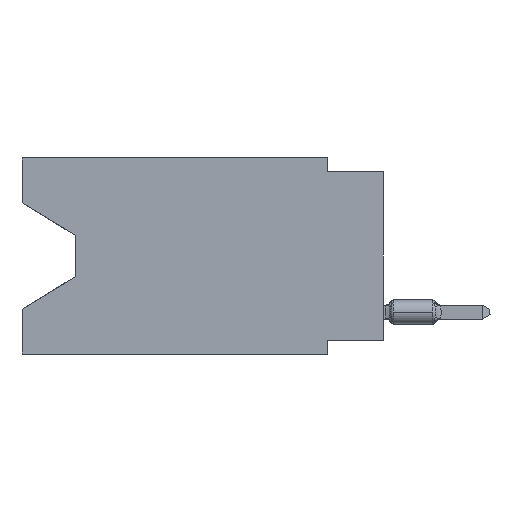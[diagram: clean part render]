
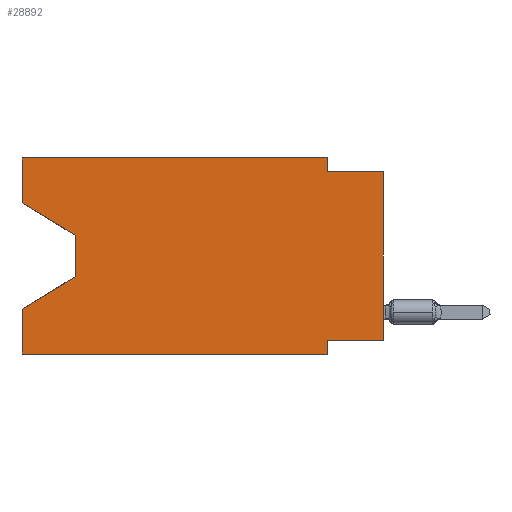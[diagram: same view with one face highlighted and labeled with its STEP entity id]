
A CAD part, left-side view. The second image highlights one B-rep face of the part: STEP entity #28892.
In plain terms, the highlighted planar face has unit normal (-1, 0, 0).
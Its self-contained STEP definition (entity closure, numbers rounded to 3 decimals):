
#99 = VECTOR ( 'NONE', #26453, 1000. ) ;
#166 = EDGE_CURVE ( 'NONE', #18583, #2927, #24265, .T. ) ;
#487 = VERTEX_POINT ( 'NONE', #5558 ) ;
#840 = VECTOR ( 'NONE', #30010, 1000. ) ;
#860 = AXIS2_PLACEMENT_3D ( 'NONE', #17868, #15445, #19125 ) ;
#1118 = ORIENTED_EDGE ( 'NONE', *, *, #23830, .F. ) ;
#1868 = ORIENTED_EDGE ( 'NONE', *, *, #16280, .T. ) ;
#2366 = CARTESIAN_POINT ( 'NONE',  ( 0., 13.97, -3.505 ) ) ;
#2927 = VERTEX_POINT ( 'NONE', #8253 ) ;
#2975 = VERTEX_POINT ( 'NONE', #6555 ) ;
#3291 = VECTOR ( 'NONE', #6049, 1000. ) ;
#3629 = EDGE_CURVE ( 'NONE', #18583, #9013, #10618, .T. ) ;
#4373 = CARTESIAN_POINT ( 'NONE',  ( 0., 2.54, -0.635 ) ) ;
#4495 = DIRECTION ( 'NONE',  ( 0., -1., 0. ) ) ;
#4642 = DIRECTION ( 'NONE',  ( 0., -1., 0. ) ) ;
#4821 = LINE ( 'NONE', #11966, #840 ) ;
#5558 = CARTESIAN_POINT ( 'NONE',  ( 0., 13.97, -5.385 ) ) ;
#5581 = CARTESIAN_POINT ( 'NONE',  ( 0., 0., -8.255 ) ) ;
#5667 = LINE ( 'NONE', #8101, #99 ) ;
#5771 = VERTEX_POINT ( 'NONE', #16985 ) ;
#5841 = VERTEX_POINT ( 'NONE', #5581 ) ;
#5916 = VECTOR ( 'NONE', #14853, 1000. ) ;
#6049 = DIRECTION ( 'NONE',  ( 0., -0.855, -0.519 ) ) ;
#6213 = DIRECTION ( 'NONE',  ( 0., 0., 1. ) ) ;
#6555 = CARTESIAN_POINT ( 'NONE',  ( 0., 2.54, -8.89 ) ) ;
#6702 = DIRECTION ( 'NONE',  ( 0., 0.855, -0.519 ) ) ;
#6855 = ORIENTED_EDGE ( 'NONE', *, *, #17280, .T. ) ;
#8101 = CARTESIAN_POINT ( 'NONE',  ( 0., 16.383, -8.89 ) ) ;
#8253 = CARTESIAN_POINT ( 'NONE',  ( 0., 16.383, 0. ) ) ;
#8285 = EDGE_CURVE ( 'NONE', #2927, #22295, #29981, .T. ) ;
#8422 = EDGE_CURVE ( 'NONE', #23092, #5771, #11335, .T. ) ;
#9013 = VERTEX_POINT ( 'NONE', #20846 ) ;
#9807 = LINE ( 'NONE', #25280, #12003 ) ;
#9947 = DIRECTION ( 'NONE',  ( 0., 0., -1. ) ) ;
#10232 = VECTOR ( 'NONE', #6213, 1000. ) ;
#10431 = EDGE_CURVE ( 'NONE', #21857, #20509, #4821, .T. ) ;
#10618 = LINE ( 'NONE', #26977, #3291 ) ;
#10909 = EDGE_CURVE ( 'NONE', #5841, #27326, #9807, .T. ) ;
#10942 = ORIENTED_EDGE ( 'NONE', *, *, #8285, .F. ) ;
#11326 = ORIENTED_EDGE ( 'NONE', *, *, #166, .F. ) ;
#11335 = LINE ( 'NONE', #27568, #26539 ) ;
#11628 = ORIENTED_EDGE ( 'NONE', *, *, #3629, .T. ) ;
#11966 = CARTESIAN_POINT ( 'NONE',  ( 0., 16.383, 0. ) ) ;
#12003 = VECTOR ( 'NONE', #18593, 1000. ) ;
#12519 = VECTOR ( 'NONE', #4642, 1000. ) ;
#12687 = VECTOR ( 'NONE', #9947, 1000. ) ;
#13672 = VECTOR ( 'NONE', #20426, 1000. ) ;
#13843 = DIRECTION ( 'NONE',  ( 0., 0., -1. ) ) ;
#14853 = DIRECTION ( 'NONE',  ( 0., 0., 1. ) ) ;
#14863 = LINE ( 'NONE', #22008, #10232 ) ;
#15089 = VECTOR ( 'NONE', #6702, 1000. ) ;
#15445 = DIRECTION ( 'NONE',  ( 1., 0., 0. ) ) ;
#15486 = ORIENTED_EDGE ( 'NONE', *, *, #22459, .T. ) ;
#15795 = ORIENTED_EDGE ( 'NONE', *, *, #8422, .F. ) ;
#16280 = EDGE_CURVE ( 'NONE', #487, #20509, #20653, .T. ) ;
#16737 = CARTESIAN_POINT ( 'NONE',  ( 0., 16.383, -6.852 ) ) ;
#16844 = CARTESIAN_POINT ( 'NONE',  ( 0., 16.383, -2.038 ) ) ;
#16930 = VECTOR ( 'NONE', #13843, 1000. ) ;
#16985 = CARTESIAN_POINT ( 'NONE',  ( 0., 0., -0.635 ) ) ;
#17280 = EDGE_CURVE ( 'NONE', #21857, #2975, #5667, .T. ) ;
#17868 = CARTESIAN_POINT ( 'NONE',  ( 0., 16.383, 0. ) ) ;
#18183 = CARTESIAN_POINT ( 'NONE',  ( 0., 2.54, -8.255 ) ) ;
#18583 = VERTEX_POINT ( 'NONE', #16844 ) ;
#18593 = DIRECTION ( 'NONE',  ( 0., 1., 0. ) ) ;
#19125 = DIRECTION ( 'NONE',  ( 0., 0., -1. ) ) ;
#19233 = EDGE_CURVE ( 'NONE', #27326, #2975, #22659, .T. ) ;
#20351 = ORIENTED_EDGE ( 'NONE', *, *, #21071, .T. ) ;
#20426 = DIRECTION ( 'NONE',  ( 0., 0., -1. ) ) ;
#20509 = VERTEX_POINT ( 'NONE', #16737 ) ;
#20653 = LINE ( 'NONE', #25812, #15089 ) ;
#20846 = CARTESIAN_POINT ( 'NONE',  ( 0., 13.97, -3.505 ) ) ;
#21071 = EDGE_CURVE ( 'NONE', #5841, #5771, #14863, .T. ) ;
#21298 = ORIENTED_EDGE ( 'NONE', *, *, #19233, .F. ) ;
#21411 = FACE_OUTER_BOUND ( 'NONE', #30013, .T. ) ;
#21857 = VERTEX_POINT ( 'NONE', #26987 ) ;
#21858 = ORIENTED_EDGE ( 'NONE', *, *, #10909, .F. ) ;
#22008 = CARTESIAN_POINT ( 'NONE',  ( 0., 0., 0. ) ) ;
#22295 = VERTEX_POINT ( 'NONE', #24686 ) ;
#22459 = EDGE_CURVE ( 'NONE', #9013, #487, #25569, .T. ) ;
#22659 = LINE ( 'NONE', #23096, #16930 ) ;
#22720 = CARTESIAN_POINT ( 'NONE',  ( 0., 16.383, 0. ) ) ;
#23092 = VERTEX_POINT ( 'NONE', #4373 ) ;
#23096 = CARTESIAN_POINT ( 'NONE',  ( 0., 2.54, -8.89 ) ) ;
#23413 = ORIENTED_EDGE ( 'NONE', *, *, #10431, .F. ) ;
#23755 = CARTESIAN_POINT ( 'NONE',  ( 0., 2.54, 0. ) ) ;
#23830 = EDGE_CURVE ( 'NONE', #22295, #23092, #26017, .T. ) ;
#24265 = LINE ( 'NONE', #24570, #5916 ) ;
#24570 = CARTESIAN_POINT ( 'NONE',  ( 0., 16.383, 0. ) ) ;
#24686 = CARTESIAN_POINT ( 'NONE',  ( 0., 2.54, 0. ) ) ;
#24693 = PLANE ( 'NONE',  #860 ) ;
#25280 = CARTESIAN_POINT ( 'NONE',  ( 0., 0., -8.255 ) ) ;
#25569 = LINE ( 'NONE', #2366, #13672 ) ;
#25812 = CARTESIAN_POINT ( 'NONE',  ( 0., 13.97, -5.385 ) ) ;
#26017 = LINE ( 'NONE', #23755, #12687 ) ;
#26453 = DIRECTION ( 'NONE',  ( 0., -1., 0. ) ) ;
#26539 = VECTOR ( 'NONE', #4495, 1000. ) ;
#26977 = CARTESIAN_POINT ( 'NONE',  ( 0., 16.383, -2.038 ) ) ;
#26987 = CARTESIAN_POINT ( 'NONE',  ( 0., 16.383, -8.89 ) ) ;
#27326 = VERTEX_POINT ( 'NONE', #18183 ) ;
#27568 = CARTESIAN_POINT ( 'NONE',  ( 0., 0., -0.635 ) ) ;
#28892 = ADVANCED_FACE ( 'NONE', ( #21411 ), #24693, .F. ) ;
#29981 = LINE ( 'NONE', #22720, #12519 ) ;
#30010 = DIRECTION ( 'NONE',  ( 0., 0., 1. ) ) ;
#30013 = EDGE_LOOP ( 'NONE', ( #11628, #15486, #1868, #23413, #6855, #21298, #21858, #20351, #15795, #1118, #10942, #11326 ) ) ;
